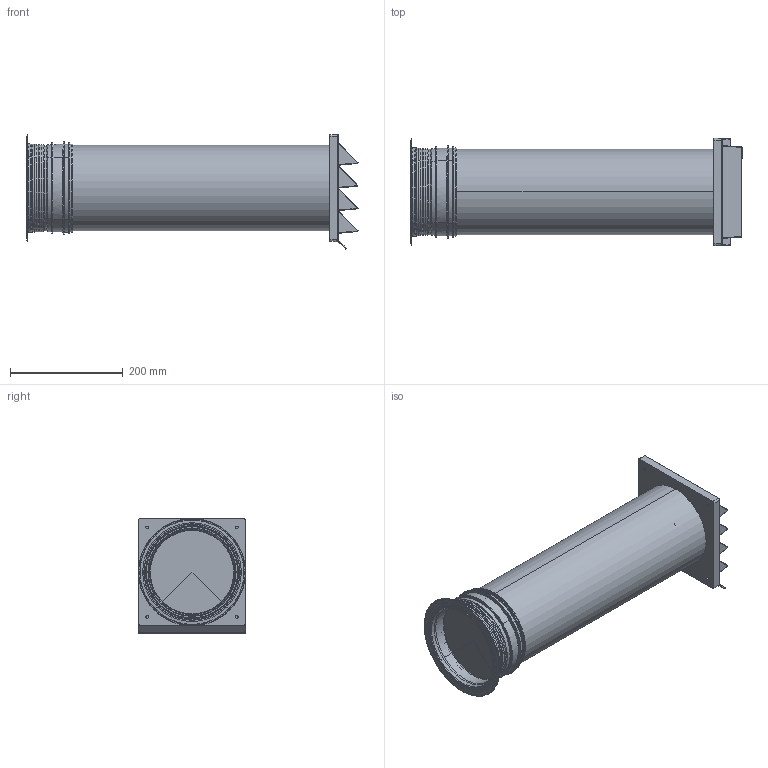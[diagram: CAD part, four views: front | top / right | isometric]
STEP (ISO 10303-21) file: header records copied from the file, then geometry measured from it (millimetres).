
FILE_DESCRIPTION(('STEP AP214'),'1');
FILE_NAME('4051074_V P-K-Klima-R 150 ziegelrot.STP','2023-11-01T11:13:28',(' '),(' '),'Spatial InterOp 3D',' ',' ');
FILE_SCHEMA(('AUTOMOTIVE_DESIGN { 1 0 10303 214 1 1 1 1 }'));
Length unit declared in the file: millimetre
Products named in the file (8): ASSEM1; 4051074_V P-K-Klima-R 150 ziegelrot
Assembly tree (7 placements, depth 4):
  4051074_V P-K-Klima-R 150 ziegelrot
    (unnamed)
      (unnamed)
        ASSEM1
      (unnamed)
        ASSEM1
      (unnamed)
        ASSEM1
Bounding box: 588.99 x 190 x 203.59 mm (x, y, z)
Volume: 2287080.5 mm3; surface area: 815293.3 mm2
Topology: 3 solids, 3 shells, 1009 faces, 2502 edges, 1526 vertices
Faces by surface type: revolution 310, cylinder 281, plane 202, torus 138, cone 36, bspline 28, sphere 14
Entity records: 36370 total; most frequent: CARTESIAN_POINT 13189, ORIENTED_EDGE 4988, DIRECTION 4384, EDGE_CURVE 2494, AXIS2_PLACEMENT_3D 1675, VERTEX_POINT 1526, B_SPLINE_CURVE_WITH_KNOTS 1088, EDGE_LOOP 1046
